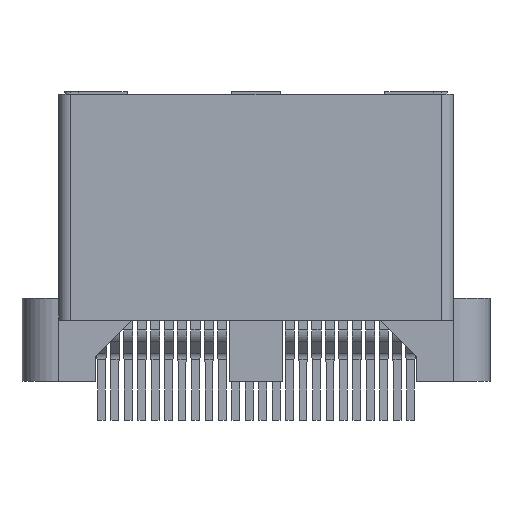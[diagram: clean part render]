
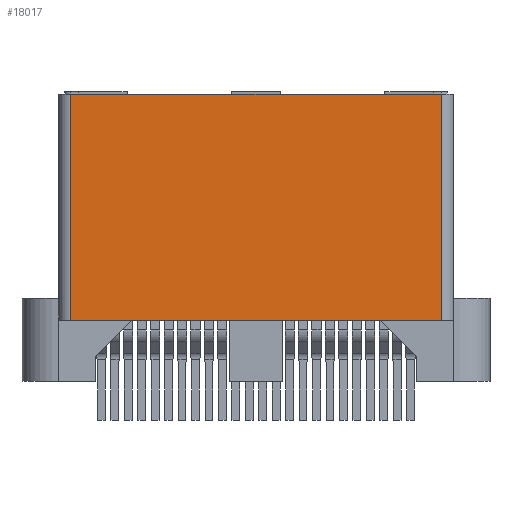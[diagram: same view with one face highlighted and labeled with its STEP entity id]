
A CAD part, front view. The second image highlights one B-rep face of the part: STEP entity #18017.
In plain terms, the highlighted planar face has unit normal (0, -1, 0).
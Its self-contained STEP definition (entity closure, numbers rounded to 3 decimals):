
#1111 = FACE_OUTER_BOUND ( 'NONE', #7081, .T. ) ;
#1408 = CARTESIAN_POINT ( 'NONE',  ( 15.15, 0., 15. ) ) ;
#2031 = CARTESIAN_POINT ( 'NONE',  ( 15.15, 0., -3.5 ) ) ;
#2042 = CARTESIAN_POINT ( 'NONE',  ( -15.15, 0., -3.5 ) ) ;
#2053 = CARTESIAN_POINT ( 'NONE',  ( -15.15, 0., 15. ) ) ;
#7081 = EDGE_LOOP ( 'NONE', ( #18130, #18131, #18132, #18133 ) ) ;
#9466 = EDGE_CURVE ( 'NONE', #11305, #11299, #12142, .T. ) ;
#9474 = EDGE_CURVE ( 'NONE', #11311, #10964, #12152, .T. ) ;
#9660 = EDGE_CURVE ( 'NONE', #11311, #11305, #12507, .T. ) ;
#9661 = EDGE_CURVE ( 'NONE', #11299, #10964, #12511, .T. ) ;
#10964 = VERTEX_POINT ( 'NONE', #1408 ) ;
#11299 = VERTEX_POINT ( 'NONE', #2031 ) ;
#11305 = VERTEX_POINT ( 'NONE', #2042 ) ;
#11311 = VERTEX_POINT ( 'NONE', #2053 ) ;
#11588 = CARTESIAN_POINT ( 'NONE',  ( -16.15, 0., 50.131 ) ) ;
#11595 = PLANE ( 'NONE',  #15209 ) ;
#11597 = DIRECTION ( 'NONE',  ( 0., 1., 0. ) ) ;
#11598 = DIRECTION ( 'NONE',  ( -1., 0., 0. ) ) ;
#12142 = LINE ( 'NONE', #19973, #12146 ) ;
#12146 = VECTOR ( 'NONE', #19970, 1000. ) ;
#12152 = LINE ( 'NONE', #19989, #12159 ) ;
#12159 = VECTOR ( 'NONE', #19994, 1000. ) ;
#12507 = LINE ( 'NONE', #21291, #12512 ) ;
#12511 = LINE ( 'NONE', #21300, #12514 ) ;
#12512 = VECTOR ( 'NONE', #21299, 1000. ) ;
#12514 = VECTOR ( 'NONE', #21301, 1000. ) ;
#15209 = AXIS2_PLACEMENT_3D ( 'NONE', #11588, #11597, #11598 ) ;
#18017 = ADVANCED_FACE ( 'NONE', ( #1111 ), #11595, .F. ) ;
#18130 = ORIENTED_EDGE ( 'NONE', *, *, #9474, .F. ) ;
#18131 = ORIENTED_EDGE ( 'NONE', *, *, #9660, .T. ) ;
#18132 = ORIENTED_EDGE ( 'NONE', *, *, #9466, .T. ) ;
#18133 = ORIENTED_EDGE ( 'NONE', *, *, #9661, .T. ) ;
#19970 = DIRECTION ( 'NONE',  ( 1., 0., 0. ) ) ;
#19973 = CARTESIAN_POINT ( 'NONE',  ( 16.15, 0., -3.5 ) ) ;
#19989 = CARTESIAN_POINT ( 'NONE',  ( -16.15, 0., 15. ) ) ;
#19994 = DIRECTION ( 'NONE',  ( 1., 0., 0. ) ) ;
#21291 = CARTESIAN_POINT ( 'NONE',  ( -15.15, 0., 50.131 ) ) ;
#21299 = DIRECTION ( 'NONE',  ( 0., 0., -1. ) ) ;
#21300 = CARTESIAN_POINT ( 'NONE',  ( 15.15, 0., 50.131 ) ) ;
#21301 = DIRECTION ( 'NONE',  ( 0., 0., 1. ) ) ;
